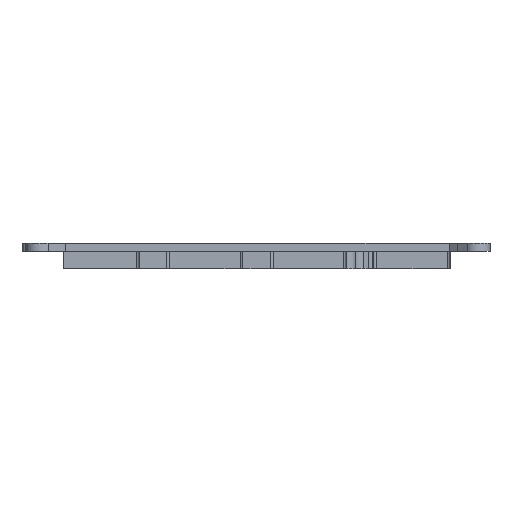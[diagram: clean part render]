
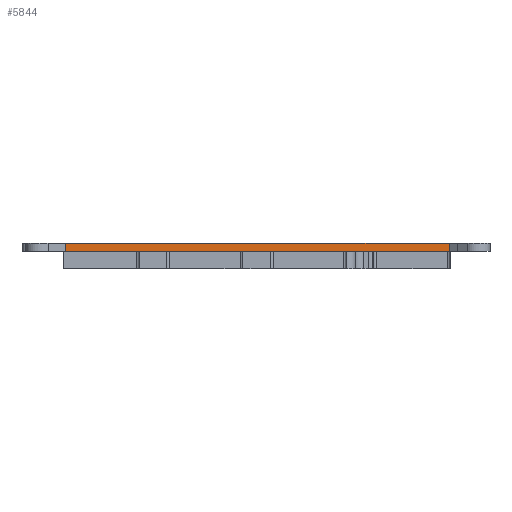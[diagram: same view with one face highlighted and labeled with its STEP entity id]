
A CAD part, left-side view. The second image highlights one B-rep face of the part: STEP entity #5844.
In plain terms, the highlighted planar face has unit normal (-1, 0, 0).
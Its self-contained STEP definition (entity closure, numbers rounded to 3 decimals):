
#126=PLANE('',#6372);
#342=FACE_OUTER_BOUND('',#665,.T.);
#665=EDGE_LOOP('',(#4910,#4911,#4912,#4913));
#865=LINE('',#8401,#1497);
#915=LINE('',#8554,#1547);
#1320=LINE('',#9694,#1952);
#1321=LINE('',#9695,#1953);
#1497=VECTOR('',#6653,1000.);
#1547=VECTOR('',#6757,1000.);
#1952=VECTOR('',#7782,1000.);
#1953=VECTOR('',#7783,1000.);
#2368=VERTEX_POINT('',#8341);
#2397=VERTEX_POINT('',#8399);
#2471=VERTEX_POINT('',#8550);
#2473=VERTEX_POINT('',#8553);
#2989=EDGE_CURVE('',#2368,#2397,#865,.T.);
#3065=EDGE_CURVE('',#2473,#2471,#915,.T.);
#3658=EDGE_CURVE('',#2473,#2397,#1320,.T.);
#3659=EDGE_CURVE('',#2471,#2368,#1321,.T.);
#4910=ORIENTED_EDGE('',*,*,#2989,.T.);
#4911=ORIENTED_EDGE('',*,*,#3658,.F.);
#4912=ORIENTED_EDGE('',*,*,#3065,.T.);
#4913=ORIENTED_EDGE('',*,*,#3659,.T.);
#5844=ADVANCED_FACE('',(#342),#126,.T.);
#6372=AXIS2_PLACEMENT_3D('',#9693,#7780,#7781);
#6653=DIRECTION('',(0.,-1.,0.));
#6757=DIRECTION('',(0.,1.,0.));
#7780=DIRECTION('center_axis',(-1.,0.,0.));
#7781=DIRECTION('ref_axis',(0.,-1.,0.));
#7782=DIRECTION('',(0.,0.,-1.));
#7783=DIRECTION('',(0.,0.,-1.));
#8341=CARTESIAN_POINT('',(139.358,50.602,101.358));
#8399=CARTESIAN_POINT('',(139.358,-19.871,101.358));
#8401=CARTESIAN_POINT('',(139.358,-19.871,101.358));
#8550=CARTESIAN_POINT('',(139.358,50.602,102.858));
#8553=CARTESIAN_POINT('',(139.358,-19.871,102.858));
#8554=CARTESIAN_POINT('',(139.358,50.602,102.858));
#9693=CARTESIAN_POINT('Origin',(139.358,50.602,102.858));
#9694=CARTESIAN_POINT('',(139.358,-19.871,102.858));
#9695=CARTESIAN_POINT('',(139.358,50.602,102.858));
